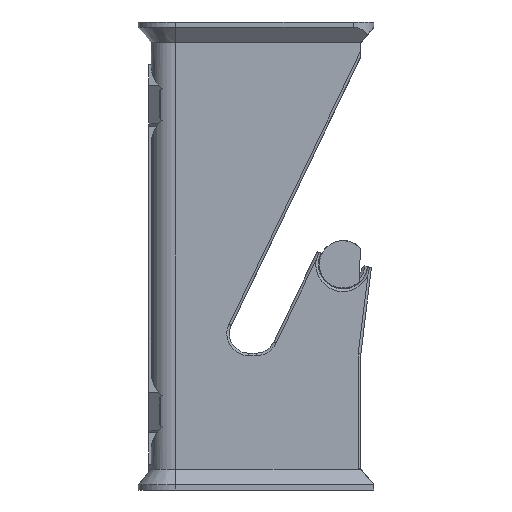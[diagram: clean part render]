
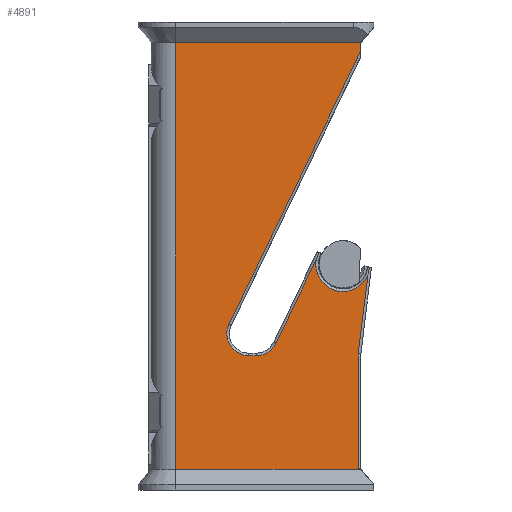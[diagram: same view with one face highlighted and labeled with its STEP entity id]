
A CAD part, left-side view. The second image highlights one B-rep face of the part: STEP entity #4891.
In plain terms, the highlighted planar face has unit normal (-1, 0, 0).
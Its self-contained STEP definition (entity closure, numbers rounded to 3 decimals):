
#409=LINE('',#7444,#804);
#410=LINE('',#7448,#805);
#411=LINE('',#7452,#806);
#412=LINE('',#7453,#807);
#413=LINE('',#7455,#808);
#414=LINE('',#7457,#809);
#415=LINE('',#7459,#810);
#416=LINE('',#7461,#811);
#417=LINE('',#7462,#812);
#804=VECTOR('',#5869,10.);
#805=VECTOR('',#5872,10.);
#806=VECTOR('',#5875,10.);
#807=VECTOR('',#5876,10.);
#808=VECTOR('',#5877,10.);
#809=VECTOR('',#5878,10.);
#810=VECTOR('',#5879,10.);
#811=VECTOR('',#5880,10.);
#812=VECTOR('',#5881,10.);
#1210=FACE_OUTER_BOUND('',#1501,.T.);
#1501=EDGE_LOOP('',(#3298,#3299,#3300,#3301,#3302,#3303,#3304,#3305,#3306,
#3307,#3308,#3309));
#1793=CIRCLE('',#5245,10.525);
#1795=CIRCLE('',#5248,8.5);
#1796=CIRCLE('',#5249,8.5);
#1966=VERTEX_POINT('',#7259);
#2007=VERTEX_POINT('',#7408);
#2008=VERTEX_POINT('',#7419);
#2011=VERTEX_POINT('',#7443);
#2012=VERTEX_POINT('',#7445);
#2013=VERTEX_POINT('',#7447);
#2014=VERTEX_POINT('',#7449);
#2015=VERTEX_POINT('',#7451);
#2016=VERTEX_POINT('',#7454);
#2017=VERTEX_POINT('',#7456);
#2018=VERTEX_POINT('',#7458);
#2019=VERTEX_POINT('',#7460);
#2501=EDGE_CURVE('',#2008,#2007,#1793,.T.);
#2505=EDGE_CURVE('',#2007,#2011,#409,.T.);
#2506=EDGE_CURVE('',#2011,#2012,#1795,.T.);
#2507=EDGE_CURVE('',#2012,#2013,#410,.T.);
#2508=EDGE_CURVE('',#2013,#2014,#1796,.T.);
#2509=EDGE_CURVE('',#2014,#2015,#411,.T.);
#2510=EDGE_CURVE('',#1966,#2015,#412,.T.);
#2511=EDGE_CURVE('',#1966,#2016,#413,.T.);
#2512=EDGE_CURVE('',#2017,#2016,#414,.T.);
#2513=EDGE_CURVE('',#2017,#2018,#415,.T.);
#2514=EDGE_CURVE('',#2018,#2019,#416,.T.);
#2515=EDGE_CURVE('',#2019,#2008,#417,.T.);
#3298=ORIENTED_EDGE('',*,*,#2501,.T.);
#3299=ORIENTED_EDGE('',*,*,#2505,.T.);
#3300=ORIENTED_EDGE('',*,*,#2506,.T.);
#3301=ORIENTED_EDGE('',*,*,#2507,.T.);
#3302=ORIENTED_EDGE('',*,*,#2508,.T.);
#3303=ORIENTED_EDGE('',*,*,#2509,.T.);
#3304=ORIENTED_EDGE('',*,*,#2510,.F.);
#3305=ORIENTED_EDGE('',*,*,#2511,.T.);
#3306=ORIENTED_EDGE('',*,*,#2512,.F.);
#3307=ORIENTED_EDGE('',*,*,#2513,.T.);
#3308=ORIENTED_EDGE('',*,*,#2514,.T.);
#3309=ORIENTED_EDGE('',*,*,#2515,.T.);
#4739=PLANE('',#5247);
#4891=ADVANCED_FACE('',(#1210),#4739,.T.);
#5245=AXIS2_PLACEMENT_3D('',#7420,#5863,#5864);
#5247=AXIS2_PLACEMENT_3D('',#7442,#5867,#5868);
#5248=AXIS2_PLACEMENT_3D('',#7446,#5870,#5871);
#5249=AXIS2_PLACEMENT_3D('',#7450,#5873,#5874);
#5863=DIRECTION('center_axis',(1.,0.,0.));
#5864=DIRECTION('ref_axis',(0.,0.282,-0.959));
#5867=DIRECTION('center_axis',(-1.,0.,0.));
#5868=DIRECTION('ref_axis',(0.,1.,0.));
#5869=DIRECTION('',(0.,0.435,-0.901));
#5870=DIRECTION('center_axis',(1.,0.,0.));
#5871=DIRECTION('ref_axis',(0.,-0.532,-0.847));
#5872=DIRECTION('',(0.,1.,0.));
#5873=DIRECTION('center_axis',(1.,0.,0.));
#5874=DIRECTION('ref_axis',(0.,0.847,-0.532));
#5875=DIRECTION('',(0.,-0.435,0.901));
#5876=DIRECTION('',(0.,0.,-1.));
#5877=DIRECTION('',(0.,1.,0.));
#5878=DIRECTION('',(0.,0.,1.));
#5879=DIRECTION('',(0.,-1.,0.));
#5880=DIRECTION('',(0.,0.,1.));
#5881=DIRECTION('',(0.,-0.123,0.992));
#7259=CARTESIAN_POINT('',(9.5,0.,1.5));
#7408=CARTESIAN_POINT('',(9.5,17.319,-82.604));
#7419=CARTESIAN_POINT('',(9.5,-2.734,-88.509));
#7420=CARTESIAN_POINT('Origin',(9.5,6.943,-84.371));
#7442=CARTESIAN_POINT('Origin',(9.5,0.,
0.));
#7443=CARTESIAN_POINT('',(9.5,32.928,-114.945));
#7444=CARTESIAN_POINT('',(9.5,-1.119,-44.401));
#7445=CARTESIAN_POINT('',(9.5,40.583,-119.75));
#7446=CARTESIAN_POINT('Origin',(9.5,40.583,-111.25));
#7447=CARTESIAN_POINT('',(9.5,43.435,-119.75));
#7448=CARTESIAN_POINT('',(9.5,17.938,-119.75));
#7449=CARTESIAN_POINT('',(9.5,51.09,-107.555));
#7450=CARTESIAN_POINT('Origin',(9.5,43.435,-111.25));
#7451=CARTESIAN_POINT('',(9.5,0.,-1.699));
#7452=CARTESIAN_POINT('',(9.5,0.118,-1.943));
#7453=CARTESIAN_POINT('',(9.5,0.,0.));
#7454=CARTESIAN_POINT('',(9.5,71.75,1.5));
#7455=CARTESIAN_POINT('',(9.5,86.75,1.5));
#7456=CARTESIAN_POINT('',(9.5,71.75,-163.75));
#7457=CARTESIAN_POINT('',(9.5,71.75,-163.75));
#7458=CARTESIAN_POINT('',(9.5,1.,-163.75));
#7459=CARTESIAN_POINT('',(9.5,86.75,-163.75));
#7460=CARTESIAN_POINT('',(9.5,1.,-118.688));
#7461=CARTESIAN_POINT('',(9.5,1.,-81.875));
#7462=CARTESIAN_POINT('',(9.5,-6.244,-60.148));
